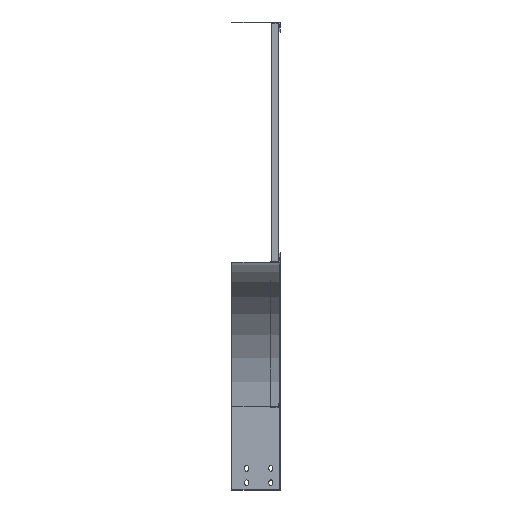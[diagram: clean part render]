
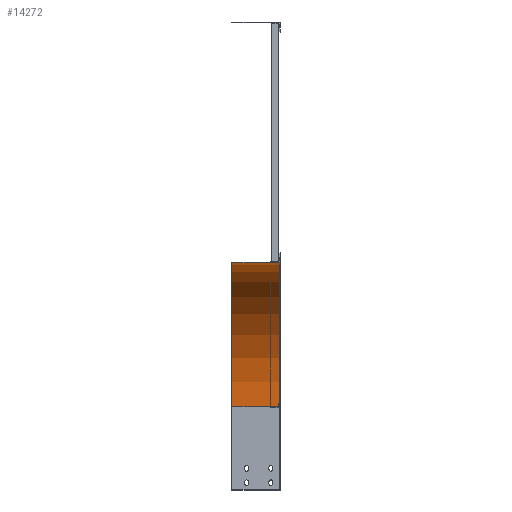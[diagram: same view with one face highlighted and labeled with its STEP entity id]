
A CAD part, left-side view. The second image highlights one B-rep face of the part: STEP entity #14272.
In plain terms, the highlighted cylindrical face has radius 298.8 mm (diameter 597.6 mm), a partial arc.
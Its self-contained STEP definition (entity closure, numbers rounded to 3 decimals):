
#286 = AXIS2_PLACEMENT_3D ( 'NONE', #9142, #9143, #9144 ) ;
#287 = AXIS2_PLACEMENT_3D ( 'NONE', #9132, #9133, #9134 ) ;
#1625 = CARTESIAN_POINT ( 'NONE',  ( -550., -18., -2.6 ) ) ;
#2707 = FACE_OUTER_BOUND ( 'NONE', #5902, .T. ) ;
#2711 = CYLINDRICAL_SURFACE ( 'NONE', #9215, 298.8 ) ;
#3047 = DIRECTION ( 'NONE',  ( 1., 0., 0. ) ) ;
#3052 = DIRECTION ( 'NONE',  ( 0., 1., 0. ) ) ;
#3054 = CARTESIAN_POINT ( 'NONE',  ( -550., -19.8, -301.4 ) ) ;
#4043 = CARTESIAN_POINT ( 'NONE',  ( -251.2, 80.201, -301.4 ) ) ;
#4045 = CARTESIAN_POINT ( 'NONE',  ( -251.2, -18., -301.4 ) ) ;
#4059 = CARTESIAN_POINT ( 'NONE',  ( -550., 80.201, -2.6 ) ) ;
#5902 = EDGE_LOOP ( 'NONE', ( #8457, #9643, #9681, #9706 ) ) ;
#6725 = CIRCLE ( 'NONE', #287, 298.8 ) ;
#6727 = CIRCLE ( 'NONE', #286, 298.8 ) ;
#6730 = LINE ( 'NONE', #9137, #6733 ) ;
#6732 = LINE ( 'NONE', #9141, #6736 ) ;
#6733 = VECTOR ( 'NONE', #9139, 1000. ) ;
#6736 = VECTOR ( 'NONE', #9138, 1000. ) ;
#8457 = ORIENTED_EDGE ( 'NONE', *, *, #12369, .F. ) ;
#9132 = CARTESIAN_POINT ( 'NONE',  ( -550., -18., -301.4 ) ) ;
#9133 = DIRECTION ( 'NONE',  ( 0., 1., 0. ) ) ;
#9134 = DIRECTION ( 'NONE',  ( 1., 0., 0. ) ) ;
#9137 = CARTESIAN_POINT ( 'NONE',  ( -251.2, 64.26, -301.4 ) ) ;
#9138 = DIRECTION ( 'NONE',  ( 0., -1., 0. ) ) ;
#9139 = DIRECTION ( 'NONE',  ( 0., 1., 0. ) ) ;
#9141 = CARTESIAN_POINT ( 'NONE',  ( -550., -18., -2.6 ) ) ;
#9142 = CARTESIAN_POINT ( 'NONE',  ( -550., 80.201, -301.4 ) ) ;
#9143 = DIRECTION ( 'NONE',  ( 0., 1., 0. ) ) ;
#9144 = DIRECTION ( 'NONE',  ( 1., 0., 0. ) ) ;
#9215 = AXIS2_PLACEMENT_3D ( 'NONE', #3054, #3052, #3047 ) ;
#9643 = ORIENTED_EDGE ( 'NONE', *, *, #12374, .F. ) ;
#9681 = ORIENTED_EDGE ( 'NONE', *, *, #12373, .T. ) ;
#9706 = ORIENTED_EDGE ( 'NONE', *, *, #12372, .F. ) ;
#11269 = VERTEX_POINT ( 'NONE', #4043 ) ;
#11271 = VERTEX_POINT ( 'NONE', #4045 ) ;
#11285 = VERTEX_POINT ( 'NONE', #4059 ) ;
#11350 = VERTEX_POINT ( 'NONE', #1625 ) ;
#12369 = EDGE_CURVE ( 'NONE', #11350, #11271, #6725, .T. ) ;
#12372 = EDGE_CURVE ( 'NONE', #11271, #11269, #6730, .T. ) ;
#12373 = EDGE_CURVE ( 'NONE', #11285, #11269, #6727, .T. ) ;
#12374 = EDGE_CURVE ( 'NONE', #11285, #11350, #6732, .T. ) ;
#14272 = ADVANCED_FACE ( 'NONE', ( #2707 ), #2711, .F. ) ;
